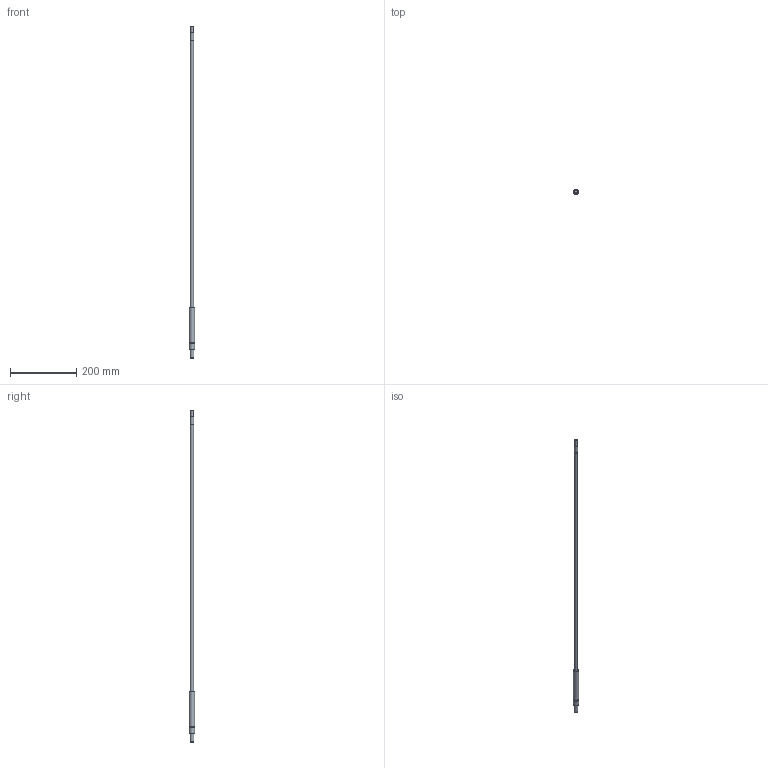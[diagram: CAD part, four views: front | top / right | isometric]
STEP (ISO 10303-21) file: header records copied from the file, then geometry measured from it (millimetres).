
FILE_DESCRIPTION (( 'STEP AP203' ), '1' );
FILE_NAME ('5720 LIQUID LIGHTGUIDE, 5MM X 1000.STEP', '2020-12-28T15:30:01', ( '' ), ( '' ), 'SwSTEP 2.0', 'SolidWorks 2019', '' );
FILE_SCHEMA (( 'CONFIG_CONTROL_DESIGN' ));
Length unit declared in the file: inch
Products named in the file (1): 5720 LIQUID LIGHTGUIDE, 5MM X 1000
Bounding box: 15.8 x 15.8 x 1000.25 mm (x, y, z)
Volume: 87074.6 mm3; surface area: 32756 mm2
Topology: 1 solids, 1 shells, 17 faces, 29 edges, 18 vertices
Faces by surface type: plane 6, cylinder 6, cone 5
Full cylindrical faces by diameter (mm): 6.985 x1, 9.5 x1, 10.008 x1, 11.709 x1, 15.799 x2
Entity records: 413 total; most frequent: DIRECTION 68, CARTESIAN_POINT 50, AXIS2_PLACEMENT_3D 34, ORIENTED_EDGE 32, EDGE_LOOP 32, FACE_OUTER_BOUND 23, ADVANCED_FACE 17, CIRCLE 16
